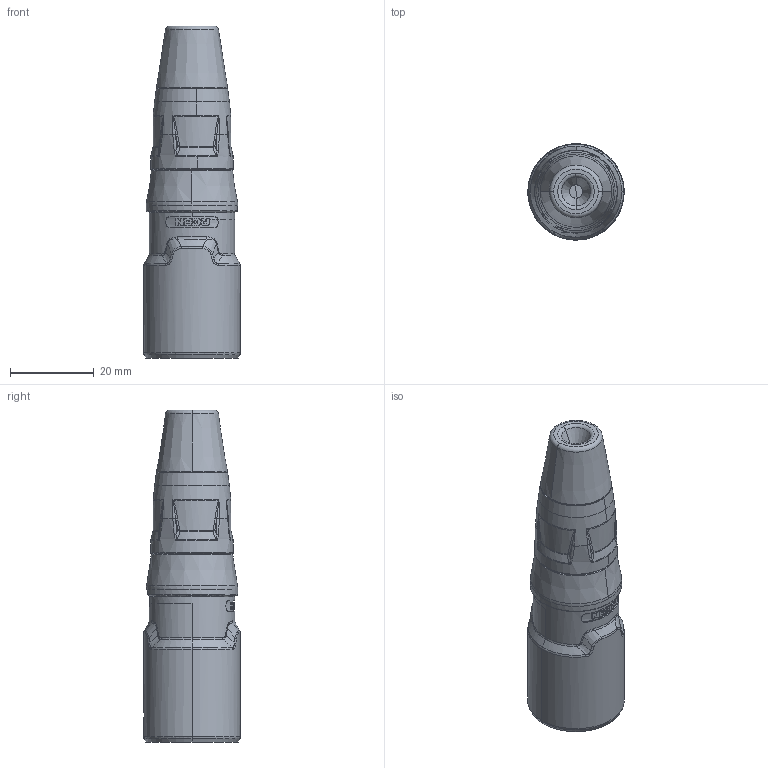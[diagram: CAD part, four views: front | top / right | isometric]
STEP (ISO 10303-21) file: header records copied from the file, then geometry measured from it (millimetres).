
FILE_DESCRIPTION((''),'2;1');
FILE_NAME('30011472','2024-07-30T14:48:48',('summer.xia'),(''),'CREO PARAMETRIC BY PTC INC, 2023424','CREO PARAMETRIC BY PTC INC, 2023424','');
FILE_SCHEMA(('CONFIG_CONTROL_DESIGN'));
Length unit declared in the file: millimetre
Products named in the file (1): 30011472
Bounding box: 23 x 23 x 79.21 mm (x, y, z)
Volume: 24719.4 mm3; surface area: 5626.6 mm2
Topology: 1 solids, 1 shells, 317 faces, 826 edges, 520 vertices
Faces by surface type: bspline 132, plane 71, cylinder 62, torus 36, cone 16
Entity records: 15671 total; most frequent: CARTESIAN_POINT 9232, ORIENTED_EDGE 1640, DIRECTION 904, EDGE_CURVE 820, VERTEX_POINT 512, B_SPLINE_CURVE_WITH_KNOTS 493, AXIS2_PLACEMENT_3D 384, EDGE_LOOP 324
